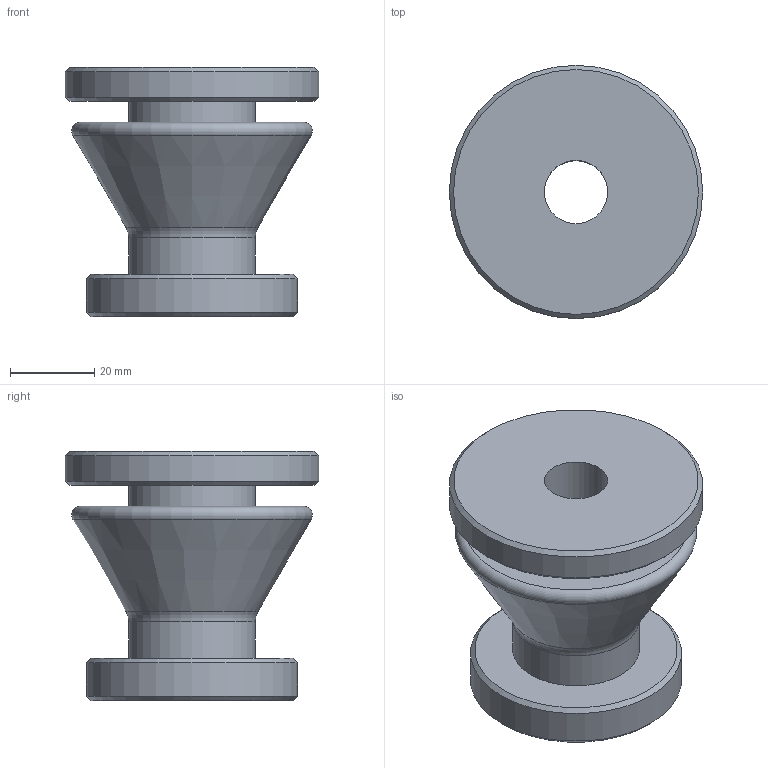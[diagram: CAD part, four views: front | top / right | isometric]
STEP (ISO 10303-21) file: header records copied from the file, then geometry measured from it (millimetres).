
FILE_DESCRIPTION(/* description */ (''),/* implementation_level */ '2;1');
FILE_NAME(/* name */ 'KunaalGautam_Part2 v1.step',/* time_stamp */ '2022-06-19T20:59:17+05:30',/* author */ (''),/* organization */ (''),/* preprocessor_version */ 'ST-DEVELOPER v19',/* originating_system */ 'Autodesk Translation Framework v11.7.0.108',/* authorisation */ '');
FILE_SCHEMA (('AUTOMOTIVE_DESIGN { 1 0 10303 214 3 1 1 }'));
Length unit declared in the file: millimetre
Products named in the file (1): KunaalGautam_Part2
Bounding box: 60 x 60 x 58.98 mm (x, y, z)
Volume: 84464.3 mm3; surface area: 20520 mm2
Topology: 1 solids, 1 shells, 17 faces, 32 edges, 20 vertices
Faces by surface type: cylinder 5, cone 5, plane 5, torus 2
Full cylindrical faces by diameter (mm): 15 x1, 30 x2, 50 x1, 60 x1
Entity records: 473 total; most frequent: DIRECTION 90, CARTESIAN_POINT 70, ORIENTED_EDGE 64, AXIS2_PLACEMENT_3D 40, EDGE_CURVE 32, EDGE_LOOP 22, CIRCLE 22, VERTEX_POINT 20
